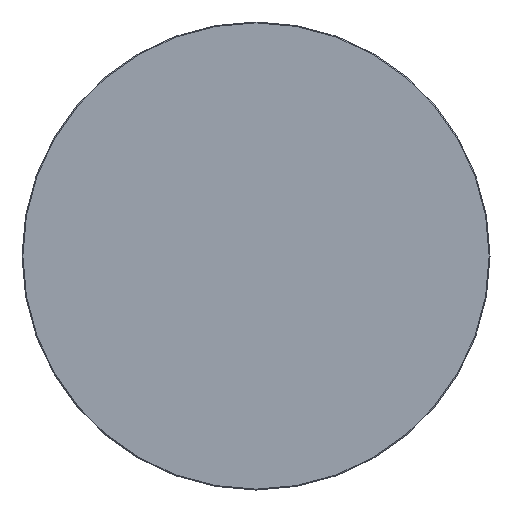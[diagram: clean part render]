
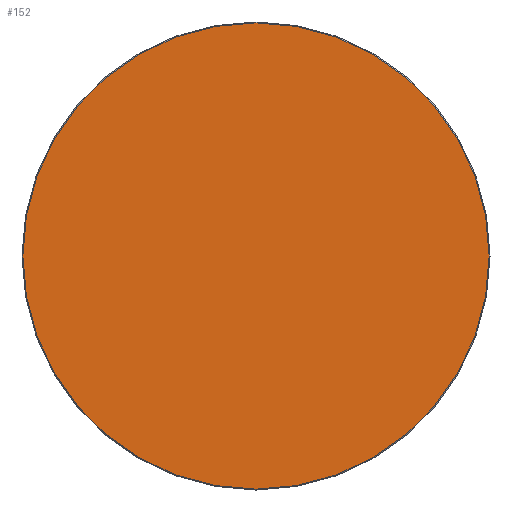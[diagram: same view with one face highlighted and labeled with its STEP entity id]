
A CAD part, left-side view. The second image highlights one B-rep face of the part: STEP entity #152.
In plain terms, the highlighted planar face has unit normal (-1, 0, 0).
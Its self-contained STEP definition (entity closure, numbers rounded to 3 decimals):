
#60 = DIRECTION ( 'NONE',  ( 0., 0., 1. ) ) ;
#63 = ORIENTED_EDGE ( 'NONE', *, *, #311, .T. ) ;
#74 = VERTEX_POINT ( 'NONE', #708 ) ;
#148 = DIRECTION ( 'NONE',  ( 1., 0., 0. ) ) ;
#152 = ADVANCED_FACE ( 'NONE', ( #986 ), #970, .F. ) ;
#299 = EDGE_LOOP ( 'NONE', ( #725, #63 ) ) ;
#311 = EDGE_CURVE ( 'NONE', #74, #1112, #813, .T. ) ;
#385 = CIRCLE ( 'NONE', #1268, 79.7 ) ;
#399 = AXIS2_PLACEMENT_3D ( 'NONE', #846, #148, #1277 ) ;
#497 = AXIS2_PLACEMENT_3D ( 'NONE', #1656, #1180, #60 ) ;
#515 = DIRECTION ( 'NONE',  ( -1., 0., 0. ) ) ;
#626 = CARTESIAN_POINT ( 'NONE',  ( 0., 0., -79.7 ) ) ;
#708 = CARTESIAN_POINT ( 'NONE',  ( 0., 0., 79.7 ) ) ;
#725 = ORIENTED_EDGE ( 'NONE', *, *, #1182, .T. ) ;
#787 = DIRECTION ( 'NONE',  ( 0., 0., 1. ) ) ;
#813 = CIRCLE ( 'NONE', #497, 79.7 ) ;
#846 = CARTESIAN_POINT ( 'NONE',  ( 0., 0., 0. ) ) ;
#970 = PLANE ( 'NONE',  #399 ) ;
#986 = FACE_OUTER_BOUND ( 'NONE', #299, .T. ) ;
#1112 = VERTEX_POINT ( 'NONE', #626 ) ;
#1180 = DIRECTION ( 'NONE',  ( -1., 0., 0. ) ) ;
#1182 = EDGE_CURVE ( 'NONE', #1112, #74, #385, .T. ) ;
#1268 = AXIS2_PLACEMENT_3D ( 'NONE', #1368, #515, #787 ) ;
#1277 = DIRECTION ( 'NONE',  ( 0., 0., -1. ) ) ;
#1368 = CARTESIAN_POINT ( 'NONE',  ( 0., 0., 0. ) ) ;
#1656 = CARTESIAN_POINT ( 'NONE',  ( 0., 0., 0. ) ) ;
